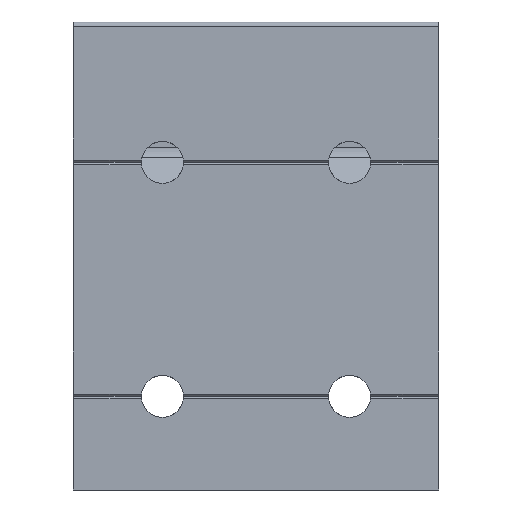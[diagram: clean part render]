
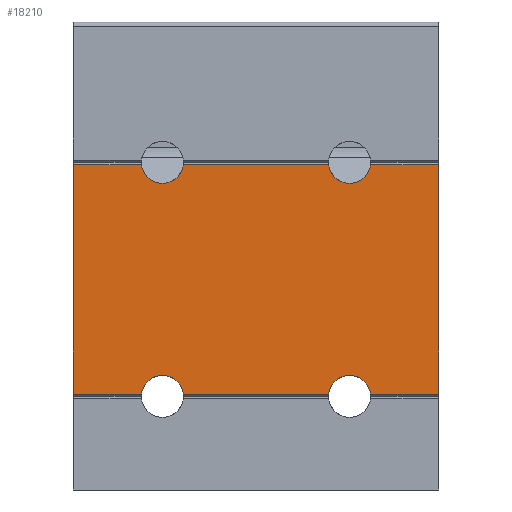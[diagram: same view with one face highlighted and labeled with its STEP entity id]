
A CAD part, front view. The second image highlights one B-rep face of the part: STEP entity #18210.
In plain terms, the highlighted face is planar.
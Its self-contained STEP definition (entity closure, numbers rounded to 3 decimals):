
#1850=CARTESIAN_POINT('',(-19.,0.,-82.));
#1860=DIRECTION('',(0.,0.,-1.));
#1870=VECTOR('',#1860,1.);
#1880=LINE('',#1850,#1870);
#2050=CARTESIAN_POINT('',(-19.,0.,-59.5));
#2060=VERTEX_POINT('',#2050);
#2090=CARTESIAN_POINT('',(-19.,0.,-10.5));
#2100=VERTEX_POINT('',#2090);
#2110=EDGE_CURVE('',#2100,#2060,#1880,.T.);
#16950=CARTESIAN_POINT('',(35.528,0.,-10.5)
);
#16960=VERTEX_POINT('',#16950);
#17100=CARTESIAN_POINT('',(4.472,0.,-10.5));
#17110=VERTEX_POINT('',#17100);
#17140=CARTESIAN_POINT('',(81.,0.,-10.5));
#17150=DIRECTION('',(-1.,0.,0.));
#17160=VECTOR('',#17150,1.);
#17170=LINE('',#17140,#17160);
#17180=EDGE_CURVE('',#16960,#17110,#17170,.T.);
#17480=CARTESIAN_POINT('',(81.,0.,18.));
#17490=DIRECTION('',(0.,1.,0.));
#17500=DIRECTION('',(0.,0.,-1.));
#17510=AXIS2_PLACEMENT_3D('',#17480,#17490,#17500);
#17520=PLANE('',#17510);
#17530=CARTESIAN_POINT('',(59.,0.,-82.));
#17540=DIRECTION('',(0.,0.,-1.));
#17550=VECTOR('',#17540,1.);
#17560=LINE('',#17530,#17550);
#17570=CARTESIAN_POINT('',(59.,0.,-10.5));
#17580=VERTEX_POINT('',#17570);
#17590=CARTESIAN_POINT('',(59.,0.,-59.5));
#17600=VERTEX_POINT('',#17590);
#17610=EDGE_CURVE('',#17580,#17600,#17560,.T.);
#17620=ORIENTED_EDGE('',*,*,#17610,.T.);
#17630=CARTESIAN_POINT('',(44.472,0.,-10.5)
);
#17640=VERTEX_POINT('',#17630);
#17650=EDGE_CURVE('',#17580,#17640,#17170,.T.);
#17660=ORIENTED_EDGE('',*,*,#17650,.F.);
#17670=CARTESIAN_POINT('',(40.,0.,-10.));
#17680=DIRECTION('',(0.,1.,0.));
#17690=DIRECTION('',(1.,0.,0.));
#17700=AXIS2_PLACEMENT_3D('',#17670,#17680,#17690);
#17710=CIRCLE('',#17700,4.5);
#17720=EDGE_CURVE('',#17640,#16960,#17710,.T.);
#17730=ORIENTED_EDGE('',*,*,#17720,.F.);
#17740=ORIENTED_EDGE('',*,*,#17180,.F.);
#17750=CARTESIAN_POINT('',(0.,0.,-10.));
#17760=DIRECTION('',(0.,-1.,0.));
#17770=DIRECTION('',(1.,0.,0.));
#17780=AXIS2_PLACEMENT_3D('',#17750,#17760,#17770);
#17790=CIRCLE('',#17780,4.5);
#17800=CARTESIAN_POINT('',(-4.472,0.,-10.5));
#17810=VERTEX_POINT('',#17800);
#17820=EDGE_CURVE('',#17810,#17110,#17790,.T.);
#17830=ORIENTED_EDGE('',*,*,#17820,.T.);
#17840=EDGE_CURVE('',#17810,#2100,#17170,.T.);
#17850=ORIENTED_EDGE('',*,*,#17840,.F.);
#17860=ORIENTED_EDGE('',*,*,#2110,.F.);
#17870=CARTESIAN_POINT('',(81.,0.,-59.5));
#17880=DIRECTION('',(1.,0.,0.));
#17890=VECTOR('',#17880,1.);
#17900=LINE('',#17870,#17890);
#17910=CARTESIAN_POINT('',(-4.472,0.,-59.5))
;
#17920=VERTEX_POINT('',#17910);
#17930=EDGE_CURVE('',#2060,#17920,#17900,.T.);
#17940=ORIENTED_EDGE('',*,*,#17930,.F.);
#17950=CARTESIAN_POINT('',(0.,0.,-60.));
#17960=DIRECTION('',(0.,-1.,0.));
#17970=DIRECTION('',(1.,0.,0.));
#17980=AXIS2_PLACEMENT_3D('',#17950,#17960,#17970);
#17990=CIRCLE('',#17980,4.5);
#18000=CARTESIAN_POINT('',(4.472,0.,-59.5));
#18010=VERTEX_POINT('',#18000);
#18020=EDGE_CURVE('',#18010,#17920,#17990,.T.);
#18030=ORIENTED_EDGE('',*,*,#18020,.T.);
#18040=CARTESIAN_POINT('',(35.528,0.,-59.5)
);
#18050=VERTEX_POINT('',#18040);
#18060=EDGE_CURVE('',#18010,#18050,#17900,.T.);
#18070=ORIENTED_EDGE('',*,*,#18060,.F.);
#18080=CARTESIAN_POINT('',(40.,0.,-60.));
#18090=DIRECTION('',(0.,1.,0.));
#18100=DIRECTION('',(1.,0.,0.));
#18110=AXIS2_PLACEMENT_3D('',#18080,#18090,#18100);
#18120=CIRCLE('',#18110,4.5);
#18130=CARTESIAN_POINT('',(44.472,0.,-59.5)
);
#18140=VERTEX_POINT('',#18130);
#18150=EDGE_CURVE('',#18050,#18140,#18120,.T.);
#18160=ORIENTED_EDGE('',*,*,#18150,.F.);
#18170=EDGE_CURVE('',#18140,#17600,#17900,.T.);
#18180=ORIENTED_EDGE('',*,*,#18170,.F.);
#18190=EDGE_LOOP('',(#18180,#18160,#18070,#18030,#17940,#17860,#17850,
#17830,#17740,#17730,#17660,#17620));
#18200=FACE_OUTER_BOUND('',#18190,.T.);
#18210=ADVANCED_FACE('',(#18200),#17520,.T.);
